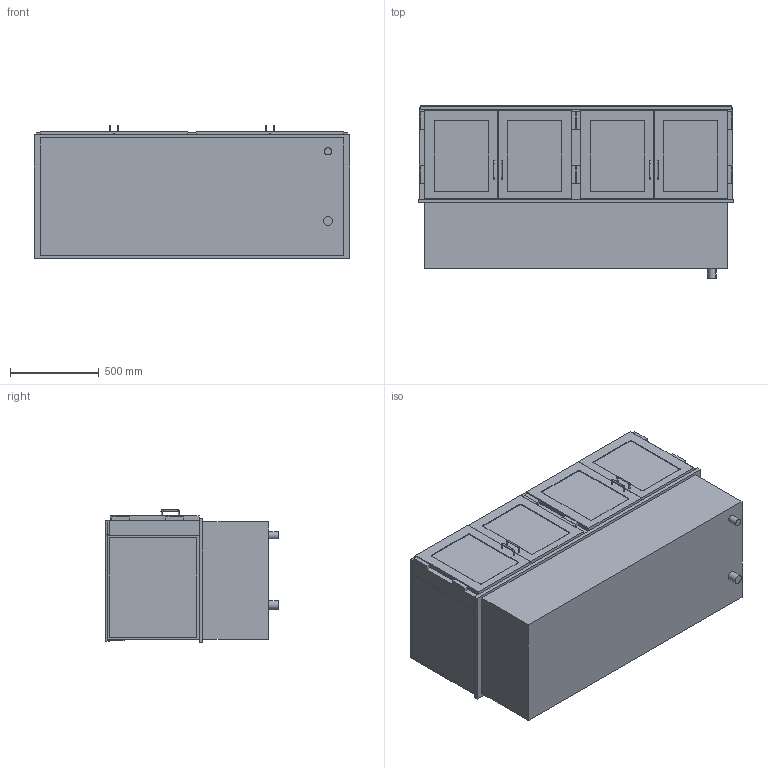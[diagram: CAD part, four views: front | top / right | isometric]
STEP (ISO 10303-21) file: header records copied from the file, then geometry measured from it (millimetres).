
FILE_DESCRIPTION(/* description */ ('Einbaukühlvitrine: zentralgekühlt'),/* implementation_level */ '2;1');
FILE_NAME(/* name */ '3D-AKE-00006834.stp',/* time_stamp */ '2025-01-27T10:37:52+01:00',/* author */ ('marina.schachner'),/* organization */ (''),/* preprocessor_version */ 'ST-DEVELOPER v20',/* originating_system */ 'Autodesk Inventor 2024',/* authorisation */ '');
FILE_SCHEMA (('AUTOMOTIVE_DESIGN { 1 0 10303 214 3 1 1 }'));
Length unit declared in the file: millimetre
Products named in the file (1): 3D-AKE-00006834
Bounding box: 1775 x 972 x 746.99 mm (x, y, z)
Volume: 253900471.9 mm3; surface area: 23841535.6 mm2
Topology: 57 solids, 57 shells, 633 faces, 1481 edges, 971 vertices
Faces by surface type: plane 525, cylinder 91, sphere 9, torus 8
Full cylindrical faces by diameter (mm): 8 x12, 40 x1, 50 x1
Entity records: 17862 total; most frequent: CARTESIAN_POINT 3086, ORIENTED_EDGE 2962, DIRECTION 2948, EDGE_CURVE 1481, LINE 1282, VECTOR 1282, VERTEX_POINT 971, AXIS2_PLACEMENT_3D 833
